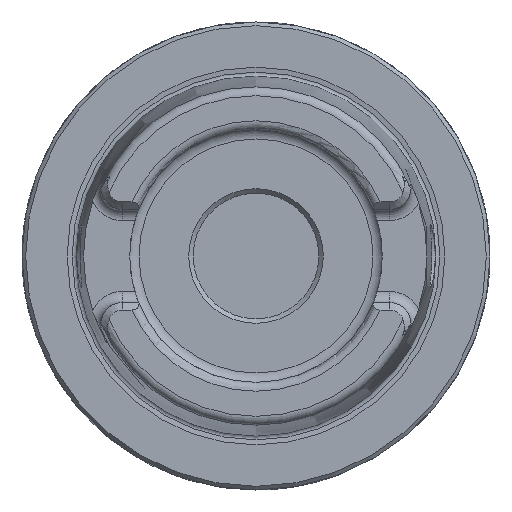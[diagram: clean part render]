
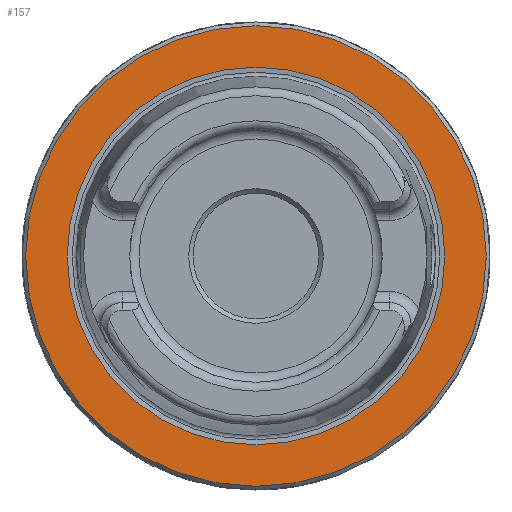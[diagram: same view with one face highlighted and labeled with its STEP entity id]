
A CAD part, left-side view. The second image highlights one B-rep face of the part: STEP entity #157.
In plain terms, the highlighted planar face has unit normal (-1, 0, 0).
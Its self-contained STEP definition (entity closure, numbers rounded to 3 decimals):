
#157 = ADVANCED_FACE( '', ( #434, #435 ), #436, .T. );
#434 = FACE_OUTER_BOUND( '', #873, .T. );
#435 = FACE_BOUND( '', #874, .T. );
#436 = PLANE( '', #875 );
#873 = EDGE_LOOP( '', ( #1317 ) );
#874 = EDGE_LOOP( '', ( #1318 ) );
#875 = AXIS2_PLACEMENT_3D( '', #1319, #1320, #1321 );
#1317 = ORIENTED_EDGE( '', *, *, #2428, .T. );
#1318 = ORIENTED_EDGE( '', *, *, #2429, .F. );
#1319 = CARTESIAN_POINT( '', ( 0., 0., 31. ) );
#1320 = DIRECTION( '', ( -1., 0., 0. ) );
#1321 = DIRECTION( '', ( 0., 0., 1. ) );
#2428 = EDGE_CURVE( '', #2867, #2867, #2868, .T. );
#2429 = EDGE_CURVE( '', #2869, #2869, #2870, .T. );
#2867 = VERTEX_POINT( '', #3516 );
#2868 = CIRCLE( '', #3517, 31. );
#2869 = VERTEX_POINT( '', #3518 );
#2870 = CIRCLE( '', #3519, 25.418 );
#3516 = CARTESIAN_POINT( '', ( 0., 0., 31. ) );
#3517 = AXIS2_PLACEMENT_3D( '', #5593, #5594, #5595 );
#3518 = CARTESIAN_POINT( '', ( 0., 0., 25.418 ) );
#3519 = AXIS2_PLACEMENT_3D( '', #5596, #5597, #5598 );
#5593 = CARTESIAN_POINT( '', ( 0., 0., 0. ) );
#5594 = DIRECTION( '', ( -1., 0., 0. ) );
#5595 = DIRECTION( '', ( 0., 0., 1. ) );
#5596 = CARTESIAN_POINT( '', ( 0., 0., 0. ) );
#5597 = DIRECTION( '', ( -1., 0., 0. ) );
#5598 = DIRECTION( '', ( 0., 0., 1. ) );
